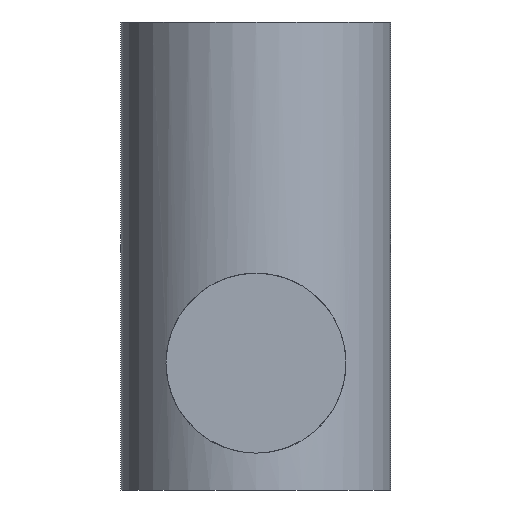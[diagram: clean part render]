
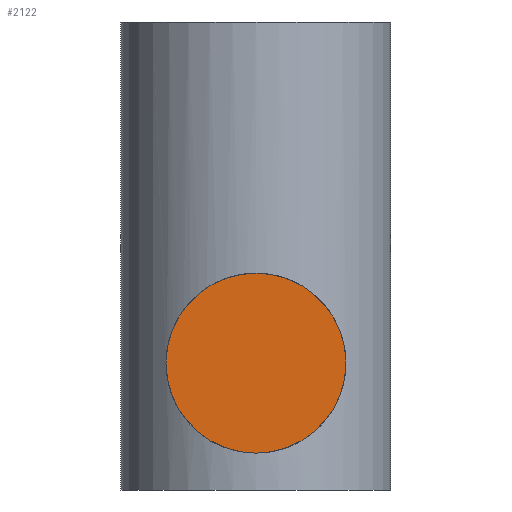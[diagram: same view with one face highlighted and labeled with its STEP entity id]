
A CAD part, front view. The second image highlights one B-rep face of the part: STEP entity #2122.
In plain terms, the highlighted face is planar.
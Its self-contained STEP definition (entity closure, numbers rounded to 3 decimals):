
#66 = ORIENTED_EDGE ( 'NONE', *, *, #1267, .F. ) ;
#277 = FACE_OUTER_BOUND ( 'NONE', #787, .T. ) ;
#426 = CIRCLE ( 'NONE', #1341, 5. ) ;
#435 = CIRCLE ( 'NONE', #1342, 5. ) ;
#513 = ORIENTED_EDGE ( 'NONE', *, *, #1273, .F. ) ;
#747 = VERTEX_POINT ( 'NONE', #1062 ) ;
#776 = VERTEX_POINT ( 'NONE', #1060 ) ;
#787 = EDGE_LOOP ( 'NONE', ( #513, #66 ) ) ;
#1045 = DIRECTION ( 'NONE',  ( 1., 0., 0. ) ) ;
#1046 = DIRECTION ( 'NONE',  ( 0., 0., 1. ) ) ;
#1047 = CARTESIAN_POINT ( 'NONE',  ( 0., 0., 0. ) ) ;
#1048 = DIRECTION ( 'NONE',  ( 1., 0., 0. ) ) ;
#1049 = DIRECTION ( 'NONE',  ( 0., 0., 1. ) ) ;
#1050 = CARTESIAN_POINT ( 'NONE',  ( 0., 0., 0. ) ) ;
#1060 = CARTESIAN_POINT ( 'NONE',  ( -5., 0., 0. ) ) ;
#1062 = CARTESIAN_POINT ( 'NONE',  ( 5., 0., 0. ) ) ;
#1257 = AXIS2_PLACEMENT_3D ( 'NONE', #1690, #1684, #1683 ) ;
#1267 = EDGE_CURVE ( 'NONE', #747, #776, #435, .T. ) ;
#1273 = EDGE_CURVE ( 'NONE', #776, #747, #426, .T. ) ;
#1341 = AXIS2_PLACEMENT_3D ( 'NONE', #1047, #1046, #1045 ) ;
#1342 = AXIS2_PLACEMENT_3D ( 'NONE', #1050, #1049, #1048 ) ;
#1683 = DIRECTION ( 'NONE',  ( 1., 0., 0. ) ) ;
#1684 = DIRECTION ( 'NONE',  ( 0., 0., 1. ) ) ;
#1686 = PLANE ( 'NONE',  #1257 ) ;
#1690 = CARTESIAN_POINT ( 'NONE',  ( 0., 0., 0. ) ) ;
#2122 = ADVANCED_FACE ( 'NONE', ( #277 ), #1686, .F. ) ;
